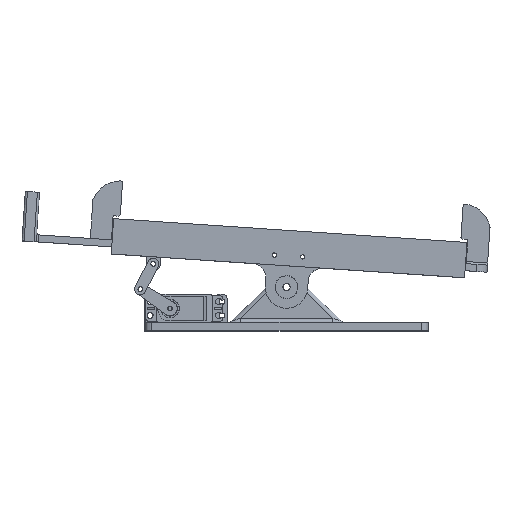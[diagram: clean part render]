
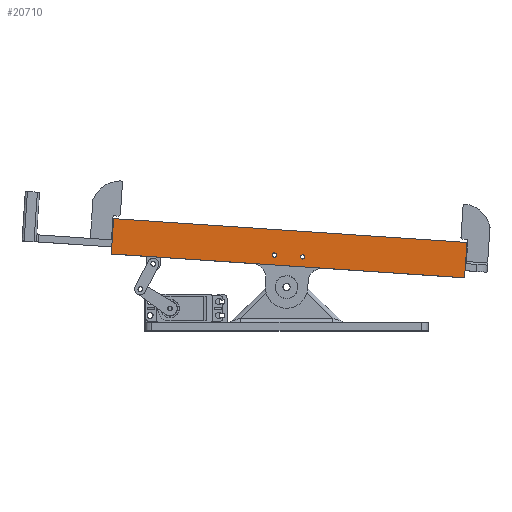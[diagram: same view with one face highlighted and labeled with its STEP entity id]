
A CAD part, top view. The second image highlights one B-rep face of the part: STEP entity #20710.
In plain terms, the highlighted face is planar.
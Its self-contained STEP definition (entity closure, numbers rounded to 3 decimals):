
#72 = CIRCLE ( 'NONE', #4324, 1.5 ) ;
#86 = DIRECTION ( 'NONE',  ( -1., 0., 0. ) ) ;
#189 = EDGE_CURVE ( 'NONE', #11761, #17450, #72, .T. ) ;
#312 = EDGE_CURVE ( 'NONE', #10320, #14905, #1536, .T. ) ;
#697 = EDGE_LOOP ( 'NONE', ( #21802, #14135 ) ) ;
#1494 = AXIS2_PLACEMENT_3D ( 'NONE', #16786, #86, #7588 ) ;
#1536 = LINE ( 'NONE', #3593, #23228 ) ;
#1567 = AXIS2_PLACEMENT_3D ( 'NONE', #17813, #21572, #3181 ) ;
#1688 = LINE ( 'NONE', #9065, #21183 ) ;
#2186 = CARTESIAN_POINT ( 'NONE',  ( 40., 0., 0. ) ) ;
#2478 = VERTEX_POINT ( 'NONE', #23599 ) ;
#2966 = AXIS2_PLACEMENT_3D ( 'NONE', #23824, #11021, #14542 ) ;
#3181 = DIRECTION ( 'NONE',  ( 0., 0., 1. ) ) ;
#3273 = CARTESIAN_POINT ( 'NONE',  ( 40., 0., 250. ) ) ;
#3511 = DIRECTION ( 'NONE',  ( 0., 0., 1. ) ) ;
#3554 = CARTESIAN_POINT ( 'NONE',  ( 40., 25., 250. ) ) ;
#3593 = CARTESIAN_POINT ( 'NONE',  ( 40., 25., 250. ) ) ;
#3742 = DIRECTION ( 'NONE',  ( -1., 0., 0. ) ) ;
#3944 = EDGE_CURVE ( 'NONE', #2478, #7786, #10765, .T. ) ;
#4101 = EDGE_CURVE ( 'NONE', #2478, #10320, #1688, .T. ) ;
#4324 = AXIS2_PLACEMENT_3D ( 'NONE', #21499, #8325, #19324 ) ;
#4488 = EDGE_CURVE ( 'NONE', #17450, #11761, #22346, .T. ) ;
#5006 = VERTEX_POINT ( 'NONE', #15627 ) ;
#6597 = CARTESIAN_POINT ( 'NONE',  ( 40., 25., 0. ) ) ;
#7588 = DIRECTION ( 'NONE',  ( 0., 0., 1. ) ) ;
#7786 = VERTEX_POINT ( 'NONE', #11674 ) ;
#7990 = AXIS2_PLACEMENT_3D ( 'NONE', #16815, #3742, #3511 ) ;
#8325 = DIRECTION ( 'NONE',  ( -1., 0., 0. ) ) ;
#9065 = CARTESIAN_POINT ( 'NONE',  ( 40., 0., 250. ) ) ;
#9106 = ORIENTED_EDGE ( 'NONE', *, *, #3944, .T. ) ;
#9145 = DIRECTION ( 'NONE',  ( 0., 0., -1. ) ) ;
#10320 = VERTEX_POINT ( 'NONE', #3554 ) ;
#10649 = DIRECTION ( 'NONE',  ( 0., 0., -1. ) ) ;
#10746 = ORIENTED_EDGE ( 'NONE', *, *, #10827, .T. ) ;
#10765 = LINE ( 'NONE', #3273, #14625 ) ;
#10790 = FACE_OUTER_BOUND ( 'NONE', #19743, .T. ) ;
#10827 = EDGE_CURVE ( 'NONE', #7786, #14905, #11259, .T. ) ;
#11021 = DIRECTION ( 'NONE',  ( -1., 0., 0. ) ) ;
#11259 = LINE ( 'NONE', #2186, #14336 ) ;
#11674 = CARTESIAN_POINT ( 'NONE',  ( 40., 0., 0. ) ) ;
#11761 = VERTEX_POINT ( 'NONE', #15351 ) ;
#12908 = EDGE_CURVE ( 'NONE', #5006, #15077, #15874, .T. ) ;
#13201 = DIRECTION ( 'NONE',  ( 0., 1., 0. ) ) ;
#14135 = ORIENTED_EDGE ( 'NONE', *, *, #4488, .T. ) ;
#14336 = VECTOR ( 'NONE', #13201, 1000. ) ;
#14542 = DIRECTION ( 'NONE',  ( 0., 0., 1. ) ) ;
#14625 = VECTOR ( 'NONE', #10649, 1000. ) ;
#14905 = VERTEX_POINT ( 'NONE', #6597 ) ;
#15077 = VERTEX_POINT ( 'NONE', #21490 ) ;
#15120 = DIRECTION ( 'NONE',  ( 0., 1., 0. ) ) ;
#15351 = CARTESIAN_POINT ( 'NONE',  ( 40., 7., 136.5 ) ) ;
#15627 = CARTESIAN_POINT ( 'NONE',  ( 40., 7., 113.5 ) ) ;
#15874 = CIRCLE ( 'NONE', #1567, 1.5 ) ;
#16358 = FACE_BOUND ( 'NONE', #697, .T. ) ;
#16379 = ORIENTED_EDGE ( 'NONE', *, *, #312, .F. ) ;
#16728 = EDGE_LOOP ( 'NONE', ( #23157, #19465 ) ) ;
#16786 = CARTESIAN_POINT ( 'NONE',  ( 40., 7., 135. ) ) ;
#16815 = CARTESIAN_POINT ( 'NONE',  ( 40., 7., 115. ) ) ;
#16826 = CARTESIAN_POINT ( 'NONE',  ( 40., 7., 133.5 ) ) ;
#17450 = VERTEX_POINT ( 'NONE', #16826 ) ;
#17813 = CARTESIAN_POINT ( 'NONE',  ( 40., 7., 115. ) ) ;
#18160 = PLANE ( 'NONE',  #2966 ) ;
#18279 = FACE_BOUND ( 'NONE', #16728, .T. ) ;
#19184 = CIRCLE ( 'NONE', #7990, 1.5 ) ;
#19324 = DIRECTION ( 'NONE',  ( 0., 0., 1. ) ) ;
#19465 = ORIENTED_EDGE ( 'NONE', *, *, #12908, .T. ) ;
#19743 = EDGE_LOOP ( 'NONE', ( #10746, #16379, #22740, #9106 ) ) ;
#20710 = ADVANCED_FACE ( 'NONE', ( #18279, #16358, #10790 ), #18160, .F. ) ;
#21183 = VECTOR ( 'NONE', #15120, 1000. ) ;
#21490 = CARTESIAN_POINT ( 'NONE',  ( 40., 7., 116.5 ) ) ;
#21499 = CARTESIAN_POINT ( 'NONE',  ( 40., 7., 135. ) ) ;
#21572 = DIRECTION ( 'NONE',  ( -1., 0., 0. ) ) ;
#21802 = ORIENTED_EDGE ( 'NONE', *, *, #189, .T. ) ;
#22346 = CIRCLE ( 'NONE', #1494, 1.5 ) ;
#22618 = EDGE_CURVE ( 'NONE', #15077, #5006, #19184, .T. ) ;
#22740 = ORIENTED_EDGE ( 'NONE', *, *, #4101, .F. ) ;
#23157 = ORIENTED_EDGE ( 'NONE', *, *, #22618, .T. ) ;
#23228 = VECTOR ( 'NONE', #9145, 1000. ) ;
#23599 = CARTESIAN_POINT ( 'NONE',  ( 40., 0., 250. ) ) ;
#23824 = CARTESIAN_POINT ( 'NONE',  ( 40., 0., 250. ) ) ;
